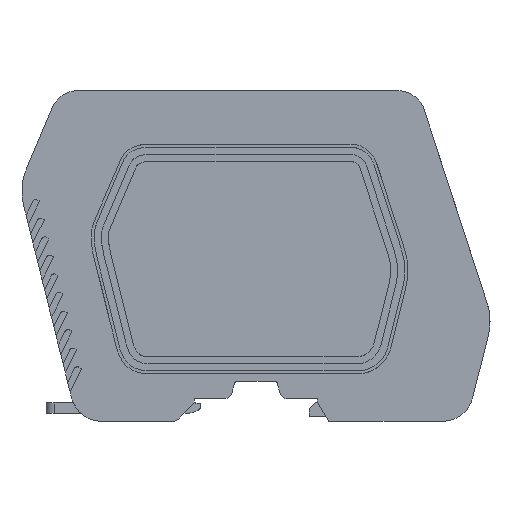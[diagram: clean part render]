
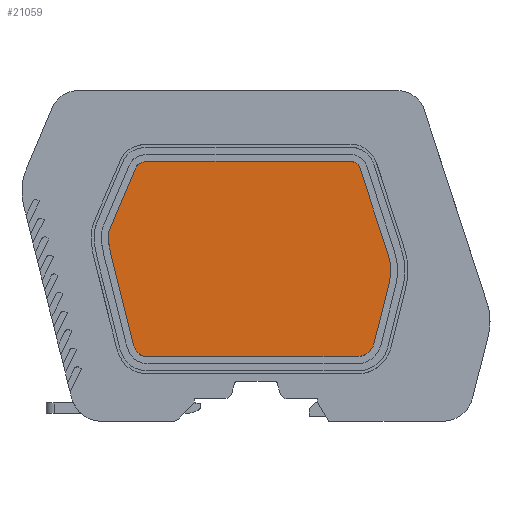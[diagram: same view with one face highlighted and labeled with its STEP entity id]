
A CAD part, left-side view. The second image highlights one B-rep face of the part: STEP entity #21059.
In plain terms, the highlighted planar face has unit normal (-1, 0, 0).
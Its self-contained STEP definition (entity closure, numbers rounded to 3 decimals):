
#21043=AXIS2_PLACEMENT_3D('Plane Axis2P3D',#21040,#21041,#21042) ;
#20587=CARTESIAN_POINT('Control Point',(0.,98.018,74.669)) ;
#20588=CARTESIAN_POINT('Control Point',(0.,86.445,74.668)) ;
#20589=CARTESIAN_POINT('Control Point',(0.,74.872,74.668)) ;
#20590=CARTESIAN_POINT('Control Point',(0.,63.299,74.668)) ;
#20591=CARTESIAN_POINT('Control Point',(0.,51.727,74.668)) ;
#20592=CARTESIAN_POINT('Control Point',(0.,40.154,74.668)) ;
#20593=CARTESIAN_POINT('Vertex',(0.,40.154,74.668)) ;
#20595=CARTESIAN_POINT('Vertex',(0.,98.018,74.669)) ;
#20627=CARTESIAN_POINT('Control Point',(0.,40.154,74.668)) ;
#20628=CARTESIAN_POINT('Control Point',(0.,39.402,74.668)) ;
#20629=CARTESIAN_POINT('Control Point',(0.,38.647,74.43)) ;
#20630=CARTESIAN_POINT('Control Point',(0.,38.001,73.961)) ;
#20631=CARTESIAN_POINT('Control Point',(0.,37.541,73.316)) ;
#20632=CARTESIAN_POINT('Control Point',(0.,37.309,72.601)) ;
#20633=CARTESIAN_POINT('Vertex',(0.,37.309,72.601)) ;
#20653=CARTESIAN_POINT('Vertex',(0.,29.299,47.95)) ;
#20656=CARTESIAN_POINT('Line Origine',(0.,33.304,60.276)) ;
#20680=CARTESIAN_POINT('Control Point',(0.,29.299,47.95)) ;
#20681=CARTESIAN_POINT('Control Point',(0.,28.782,46.357)) ;
#20682=CARTESIAN_POINT('Control Point',(0.,28.486,44.692)) ;
#20683=CARTESIAN_POINT('Control Point',(0.,28.427,42.997)) ;
#20684=CARTESIAN_POINT('Control Point',(0.,28.606,41.315)) ;
#20685=CARTESIAN_POINT('Control Point',(0.,29.011,39.69)) ;
#20686=CARTESIAN_POINT('Vertex',(0.,29.011,39.69)) ;
#20706=CARTESIAN_POINT('Vertex',(0.,33.334,22.35)) ;
#20709=CARTESIAN_POINT('Line Origine',(0.,31.172,31.02)) ;
#20733=CARTESIAN_POINT('Control Point',(0.,33.334,22.35)) ;
#20734=CARTESIAN_POINT('Control Point',(0.,33.654,21.065)) ;
#20735=CARTESIAN_POINT('Control Point',(0.,34.4,19.886)) ;
#20736=CARTESIAN_POINT('Control Point',(0.,35.528,19.005)) ;
#20737=CARTESIAN_POINT('Control Point',(0.,36.853,18.566)) ;
#20738=CARTESIAN_POINT('Control Point',(0.,38.177,18.566)) ;
#20739=CARTESIAN_POINT('Vertex',(0.,38.177,18.566)) ;
#20759=CARTESIAN_POINT('Vertex',(0.,98.185,18.566)) ;
#20762=CARTESIAN_POINT('Line Origine',(0.,68.181,18.566)) ;
#20792=CARTESIAN_POINT('Control Point',(0.,98.185,18.566)) ;
#20793=CARTESIAN_POINT('Control Point',(0.,98.576,18.566)) ;
#20794=CARTESIAN_POINT('Control Point',(0.,98.969,18.597)) ;
#20795=CARTESIAN_POINT('Control Point',(0.,99.325,18.656)) ;
#20796=CARTESIAN_POINT('Control Point',(0.,100.068,18.857)) ;
#20797=CARTESIAN_POINT('Control Point',(0.,100.723,19.24)) ;
#20798=CARTESIAN_POINT('Control Point',(0.,101.023,19.487)) ;
#20799=CARTESIAN_POINT('Control Point',(0.,101.62,20.135)) ;
#20800=CARTESIAN_POINT('Control Point',(0.,102.042,20.929)) ;
#20801=CARTESIAN_POINT('Control Point',(0.,102.239,21.413)) ;
#20802=CARTESIAN_POINT('Control Point',(0.,102.394,21.903)) ;
#20803=CARTESIAN_POINT('Control Point',(0.,102.519,22.404)) ;
#20804=CARTESIAN_POINT('Vertex',(0.,102.519,22.404)) ;
#20824=CARTESIAN_POINT('Vertex',(0.,109.123,48.891)) ;
#20827=CARTESIAN_POINT('Line Origine',(0.,105.821,35.647)) ;
#20857=CARTESIAN_POINT('Control Point',(0.,109.123,48.891)) ;
#20858=CARTESIAN_POINT('Control Point',(0.,109.198,49.195)) ;
#20859=CARTESIAN_POINT('Control Point',(0.,109.271,49.514)) ;
#20860=CARTESIAN_POINT('Control Point',(0.,109.336,49.822)) ;
#20861=CARTESIAN_POINT('Control Point',(0.,109.478,50.561)) ;
#20862=CARTESIAN_POINT('Control Point',(0.,109.578,51.299)) ;
#20863=CARTESIAN_POINT('Control Point',(0.,109.623,51.735)) ;
#20864=CARTESIAN_POINT('Control Point',(0.,109.692,52.831)) ;
#20865=CARTESIAN_POINT('Control Point',(0.,109.627,53.86)) ;
#20866=CARTESIAN_POINT('Control Point',(0.,109.52,54.476)) ;
#20867=CARTESIAN_POINT('Control Point',(0.,109.369,54.953)) ;
#20868=CARTESIAN_POINT('Control Point',(0.,109.182,55.426)) ;
#20869=CARTESIAN_POINT('Vertex',(0.,109.182,55.426)) ;
#20890=CARTESIAN_POINT('Line Origine',(0.,105.505,64.088)) ;
#20894=CARTESIAN_POINT('Vertex',(0.,101.828,72.75)) ;
#20927=CARTESIAN_POINT('Control Point',(0.,101.828,72.75)) ;
#20928=CARTESIAN_POINT('Control Point',(0.,101.755,72.921)) ;
#20929=CARTESIAN_POINT('Control Point',(0.,101.67,73.092)) ;
#20930=CARTESIAN_POINT('Control Point',(0.,101.59,73.224)) ;
#20931=CARTESIAN_POINT('Control Point',(0.,101.354,73.564)) ;
#20932=CARTESIAN_POINT('Control Point',(0.,101.073,73.829)) ;
#20933=CARTESIAN_POINT('Control Point',(0.,100.86,73.985)) ;
#20934=CARTESIAN_POINT('Control Point',(0.,100.259,74.331)) ;
#20935=CARTESIAN_POINT('Control Point',(0.,99.519,74.545)) ;
#20936=CARTESIAN_POINT('Control Point',(0.,99.041,74.627)) ;
#20937=CARTESIAN_POINT('Control Point',(0.,98.528,74.668)) ;
#20938=CARTESIAN_POINT('Control Point',(0.,98.018,74.669)) ;
#21040=CARTESIAN_POINT('Axis2P3D Location',(0.,67.25,47.496)) ;
#20657=DIRECTION('Vector Direction',(0.,-0.309,-0.951)) ;
#20710=DIRECTION('Vector Direction',(0.,0.242,-0.97)) ;
#20763=DIRECTION('Vector Direction',(0.,1.,0.)) ;
#20828=DIRECTION('Vector Direction',(0.,0.242,0.97)) ;
#20891=DIRECTION('Vector Direction',(0.,-0.391,0.921)) ;
#21041=DIRECTION('Axis2P3D Direction',(-1.,0.,0.)) ;
#21042=DIRECTION('Axis2P3D XDirection',(0.,-1.,0.)) ;
#20658=VECTOR('Line Direction',#20657,1.) ;
#20711=VECTOR('Line Direction',#20710,1.) ;
#20764=VECTOR('Line Direction',#20763,1.) ;
#20829=VECTOR('Line Direction',#20828,1.) ;
#20892=VECTOR('Line Direction',#20891,1.) ;
#21046=ORIENTED_EDGE('',*,*,#20831,.T.) ;
#21047=ORIENTED_EDGE('',*,*,#20806,.T.) ;
#21048=ORIENTED_EDGE('',*,*,#20766,.T.) ;
#21049=ORIENTED_EDGE('',*,*,#20741,.T.) ;
#21050=ORIENTED_EDGE('',*,*,#20713,.T.) ;
#21051=ORIENTED_EDGE('',*,*,#20688,.T.) ;
#21052=ORIENTED_EDGE('',*,*,#20660,.T.) ;
#21053=ORIENTED_EDGE('',*,*,#20635,.T.) ;
#21054=ORIENTED_EDGE('',*,*,#20597,.T.) ;
#21055=ORIENTED_EDGE('',*,*,#20939,.T.) ;
#21056=ORIENTED_EDGE('',*,*,#20896,.T.) ;
#21057=ORIENTED_EDGE('',*,*,#20871,.T.) ;
#21059=ADVANCED_FACE('Router',(#21058),#21044,.T.) ;
#20586=B_SPLINE_CURVE_WITH_KNOTS('',5,(#20587,#20588,#20589,#20590,#20591,#20592),.UNSPECIFIED.,.F.,.U.,(6,6),(39.934,97.798),.UNSPECIFIED.) ;
#20626=B_SPLINE_CURVE_WITH_KNOTS('',5,(#20627,#20628,#20629,#20630,#20631,#20632),.UNSPECIFIED.,.F.,.U.,(6,6),(97.798,101.557),.UNSPECIFIED.) ;
#20679=B_SPLINE_CURVE_WITH_KNOTS('',5,(#20680,#20681,#20682,#20683,#20684,#20685),.UNSPECIFIED.,.F.,.U.,(6,6),(127.477,135.85),.UNSPECIFIED.) ;
#20732=B_SPLINE_CURVE_WITH_KNOTS('',5,(#20733,#20734,#20735,#20736,#20737,#20738),.UNSPECIFIED.,.F.,.U.,(6,6),(153.721,160.342),.UNSPECIFIED.) ;
#20791=B_SPLINE_CURVE_WITH_KNOTS('',5,(#20792,#20793,#20794,#20795,#20796,#20797,#20798,#20799,#20800,#20801,#20802,#20803),.UNSPECIFIED.,.F.,.U.,(6,3,3,6),(220.349,223.756,227.079,231.515),.UNSPECIFIED.) ;
#20856=B_SPLINE_CURVE_WITH_KNOTS('',5,(#20857,#20858,#20859,#20860,#20861,#20862,#20863,#20864,#20865,#20866,#20867,#20868),.UNSPECIFIED.,.F.,.U.,(6,3,3,6),(0.,2.817,6.872,13.182),.UNSPECIFIED.) ;
#20926=B_SPLINE_CURVE_WITH_KNOTS('',5,(#20927,#20928,#20929,#20930,#20931,#20932,#20933,#20934,#20935,#20936,#20937,#20938),.UNSPECIFIED.,.F.,.U.,(6,3,3,6),(32.002,33.583,35.824,39.934),.UNSPECIFIED.) ;
#20597=EDGE_CURVE('',#20594,#20596,#20586,.F.) ;
#20635=EDGE_CURVE('',#20634,#20594,#20626,.F.) ;
#20660=EDGE_CURVE('',#20654,#20634,#20659,.F.) ;
#20688=EDGE_CURVE('',#20687,#20654,#20679,.F.) ;
#20713=EDGE_CURVE('',#20707,#20687,#20712,.F.) ;
#20741=EDGE_CURVE('',#20740,#20707,#20732,.F.) ;
#20766=EDGE_CURVE('',#20760,#20740,#20765,.F.) ;
#20806=EDGE_CURVE('',#20805,#20760,#20791,.F.) ;
#20831=EDGE_CURVE('',#20825,#20805,#20830,.F.) ;
#20871=EDGE_CURVE('',#20870,#20825,#20856,.F.) ;
#20896=EDGE_CURVE('',#20895,#20870,#20893,.F.) ;
#20939=EDGE_CURVE('',#20596,#20895,#20926,.F.) ;
#21045=EDGE_LOOP('',(#21046,#21047,#21048,#21049,#21050,#21051,#21052,#21053,#21054,#21055,#21056,#21057)) ;
#21058=FACE_OUTER_BOUND('',#21045,.T.) ;
#20659=LINE('Line',#20656,#20658) ;
#20712=LINE('Line',#20709,#20711) ;
#20765=LINE('Line',#20762,#20764) ;
#20830=LINE('Line',#20827,#20829) ;
#20893=LINE('Line',#20890,#20892) ;
#21044=PLANE('',#21043) ;
#20594=VERTEX_POINT('',#20593) ;
#20596=VERTEX_POINT('',#20595) ;
#20634=VERTEX_POINT('',#20633) ;
#20654=VERTEX_POINT('',#20653) ;
#20687=VERTEX_POINT('',#20686) ;
#20707=VERTEX_POINT('',#20706) ;
#20740=VERTEX_POINT('',#20739) ;
#20760=VERTEX_POINT('',#20759) ;
#20805=VERTEX_POINT('',#20804) ;
#20825=VERTEX_POINT('',#20824) ;
#20870=VERTEX_POINT('',#20869) ;
#20895=VERTEX_POINT('',#20894) ;
